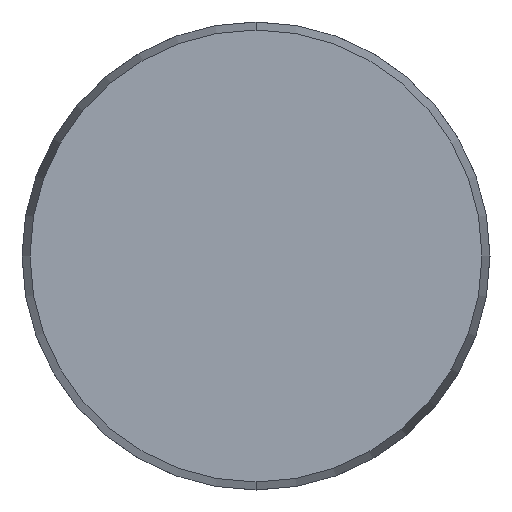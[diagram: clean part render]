
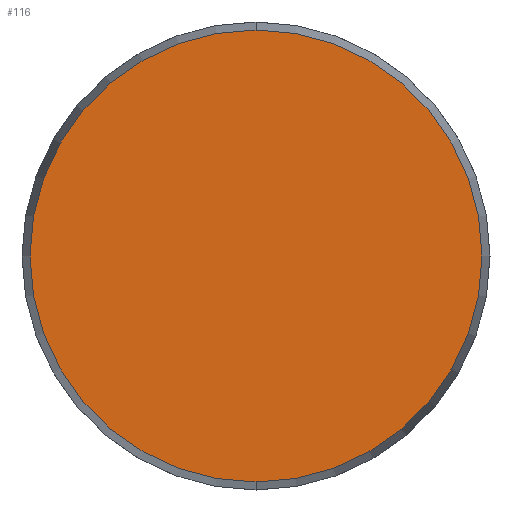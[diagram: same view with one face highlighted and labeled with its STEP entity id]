
A CAD part, front view. The second image highlights one B-rep face of the part: STEP entity #116.
In plain terms, the highlighted planar face has unit normal (0, -1, 0).
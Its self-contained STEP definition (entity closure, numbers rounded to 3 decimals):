
#5 = EDGE_CURVE ( 'NONE', #128, #130, #671, .T. ) ;
#98 = ORIENTED_EDGE ( 'NONE', *, *, #5, .T. ) ;
#116 = ADVANCED_FACE ( 'NONE', ( #395 ), #150, .F. ) ;
#128 = VERTEX_POINT ( 'NONE', #469 ) ;
#130 = VERTEX_POINT ( 'NONE', #1030 ) ;
#131 = AXIS2_PLACEMENT_3D ( 'NONE', #621, #915, #224 ) ;
#150 = PLANE ( 'NONE',  #740 ) ;
#224 = DIRECTION ( 'NONE',  ( 0., 0., -1. ) ) ;
#229 = EDGE_CURVE ( 'NONE', #130, #128, #499, .T. ) ;
#395 = FACE_OUTER_BOUND ( 'NONE', #507, .T. ) ;
#464 = CARTESIAN_POINT ( 'NONE',  ( -24.143, 0., 0. ) ) ;
#469 = CARTESIAN_POINT ( 'NONE',  ( 0., 0., 24.143 ) ) ;
#499 = CIRCLE ( 'NONE', #869, 24.143 ) ;
#507 = EDGE_LOOP ( 'NONE', ( #98, #566 ) ) ;
#566 = ORIENTED_EDGE ( 'NONE', *, *, #229, .T. ) ;
#621 = CARTESIAN_POINT ( 'NONE',  ( 0., 0., 0. ) ) ;
#627 = DIRECTION ( 'NONE',  ( 0., 0., 1. ) ) ;
#659 = DIRECTION ( 'NONE',  ( 0., 0., -1. ) ) ;
#671 = CIRCLE ( 'NONE', #131, 24.143 ) ;
#675 = DIRECTION ( 'NONE',  ( 0., -1., 0. ) ) ;
#740 = AXIS2_PLACEMENT_3D ( 'NONE', #464, #955, #627 ) ;
#869 = AXIS2_PLACEMENT_3D ( 'NONE', #969, #675, #659 ) ;
#915 = DIRECTION ( 'NONE',  ( 0., -1., 0. ) ) ;
#955 = DIRECTION ( 'NONE',  ( 0., 1., 0. ) ) ;
#969 = CARTESIAN_POINT ( 'NONE',  ( 0., 0., 0. ) ) ;
#1030 = CARTESIAN_POINT ( 'NONE',  ( 0., 0., -24.143 ) ) ;
